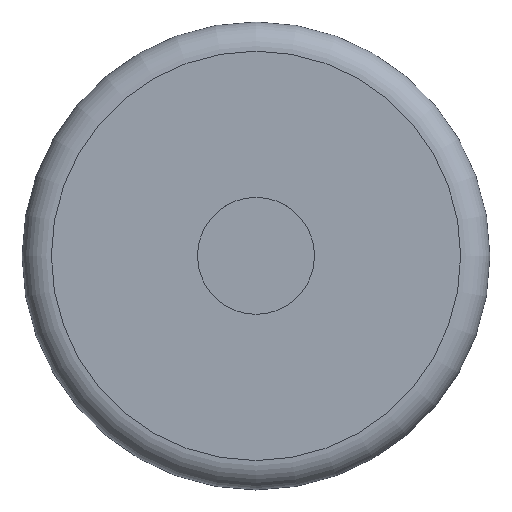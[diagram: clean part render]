
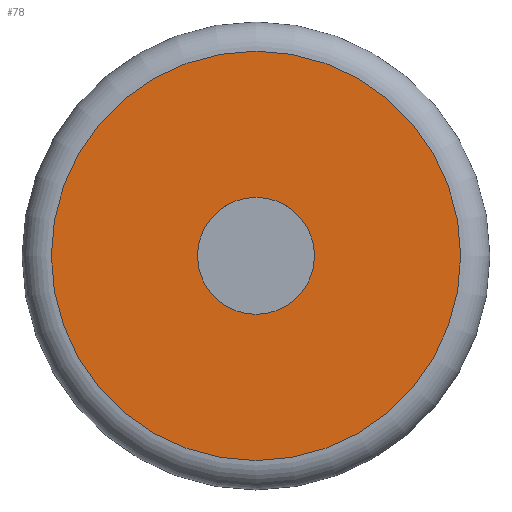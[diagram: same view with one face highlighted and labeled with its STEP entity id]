
A CAD part, top view. The second image highlights one B-rep face of the part: STEP entity #78.
In plain terms, the highlighted planar face has unit normal (0, 0, 1).
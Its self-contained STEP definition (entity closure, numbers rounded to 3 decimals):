
#15=FACE_BOUND('',#31,.T.);
#18=PLANE('',#104);
#24=FACE_OUTER_BOUND('',#30,.T.);
#30=EDGE_LOOP('',(#69));
#31=EDGE_LOOP('',(#70));
#37=CIRCLE('',#95,100.);
#39=CIRCLE('',#99,350.);
#43=VERTEX_POINT('',#136);
#45=VERTEX_POINT('',#143);
#48=EDGE_CURVE('',#43,#43,#37,.T.);
#51=EDGE_CURVE('',#45,#45,#39,.T.);
#69=ORIENTED_EDGE('',*,*,#51,.F.);
#70=ORIENTED_EDGE('',*,*,#48,.T.);
#78=ADVANCED_FACE('',(#24,#15),#18,.T.);
#95=AXIS2_PLACEMENT_3D('',#137,#110,#111);
#99=AXIS2_PLACEMENT_3D('',#144,#119,#120);
#104=AXIS2_PLACEMENT_3D('',#152,#130,#131);
#110=DIRECTION('center_axis',(0.,0.,-1.));
#111=DIRECTION('ref_axis',(-1.,0.,0.));
#119=DIRECTION('center_axis',(0.,0.,-1.));
#120=DIRECTION('ref_axis',(1.,0.,0.));
#130=DIRECTION('center_axis',(0.,0.,1.));
#131=DIRECTION('ref_axis',(1.,0.,0.));
#136=CARTESIAN_POINT('',(100.,0.,200.));
#137=CARTESIAN_POINT('Origin',(0.,0.,200.));
#143=CARTESIAN_POINT('',(-350.,0.,200.));
#144=CARTESIAN_POINT('Origin',(0.,0.,200.));
#152=CARTESIAN_POINT('Origin',(0.,0.,200.));
